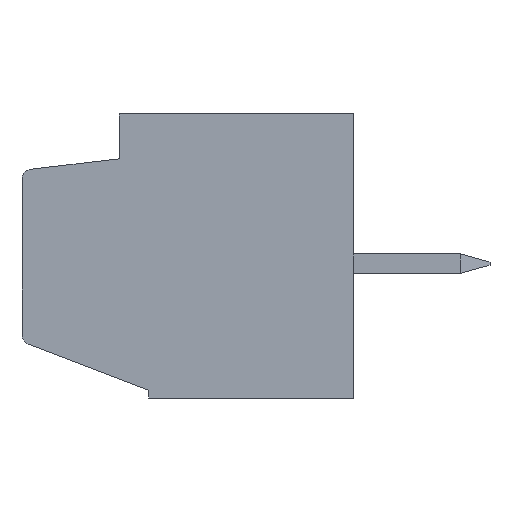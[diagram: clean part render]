
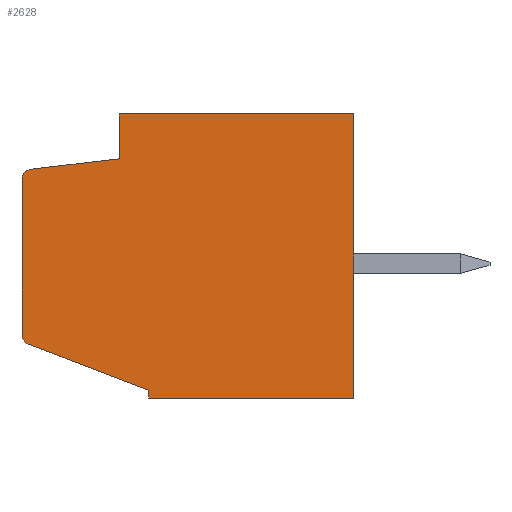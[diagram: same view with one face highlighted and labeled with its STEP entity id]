
A CAD part, left-side view. The second image highlights one B-rep face of the part: STEP entity #2628.
In plain terms, the highlighted planar face has unit normal (-1, 0, 0).
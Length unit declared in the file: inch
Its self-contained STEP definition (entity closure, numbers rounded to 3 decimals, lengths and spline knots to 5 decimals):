
#1=CARTESIAN_POINT('',(-0.415,0.3252,0.07786));
#2=DIRECTION('',(-1.,0.,0.));
#3=DIRECTION('',(0.,0.117,0.993));
#4=AXIS2_PLACEMENT_3D('',#1,#2,#3);
#6=DIRECTION('',(0.,-0.993,0.117));
#7=VECTOR('',#6,0.09036);
#8=CARTESIAN_POINT('',(-0.415,0.32635,0.08764));
#9=LINE('',#8,#7);
#10=DIRECTION('',(0.,0.,1.));
#11=VECTOR('',#10,0.04528);
#12=CARTESIAN_POINT('',(-0.415,0.23661,0.09823));
#13=LINE('',#12,#11);
#14=DIRECTION('',(0.,-1.,0.));
#15=VECTOR('',#14,0.23661);
#16=CARTESIAN_POINT('',(-0.415,0.23661,0.1435));
#17=LINE('',#16,#15);
#18=DIRECTION('',(0.,0.,-1.));
#19=VECTOR('',#18,0.28701);
#20=CARTESIAN_POINT('',(-0.415,0.,0.1435));
#21=LINE('',#20,#19);
#22=DIRECTION('',(0.,1.,0.));
#23=VECTOR('',#22,0.20709);
#24=CARTESIAN_POINT('',(-0.415,0.,-0.1435));
#25=LINE('',#24,#23);
#26=DIRECTION('',(0.,0.,1.));
#27=VECTOR('',#26,0.00787);
#28=CARTESIAN_POINT('',(-0.415,0.20709,-0.1435));
#29=LINE('',#28,#27);
#30=DIRECTION('',(0.,0.934,0.358));
#31=VECTOR('',#30,0.13025);
#32=CARTESIAN_POINT('',(-0.415,0.20709,-0.13563));
#33=LINE('',#32,#31);
#34=CARTESIAN_POINT('',(-0.415,0.3252,-0.07984));
#35=DIRECTION('',(-1.,0.,0.));
#36=DIRECTION('',(0.,1.,0.));
#37=AXIS2_PLACEMENT_3D('',#34,#35,#36);
#39=DIRECTION('',(0.,0.,1.));
#40=VECTOR('',#39,0.15771);
#41=CARTESIAN_POINT('',(-0.415,0.33504,-0.07984));
#42=LINE('',#41,#40);
#2009=CARTESIAN_POINT('',(-0.415,0.,0.1435));
#2010=CARTESIAN_POINT('',(-0.415,0.,-0.1435));
#2011=VERTEX_POINT('',#2009);
#2012=VERTEX_POINT('',#2010);
#2013=CARTESIAN_POINT('',(-0.415,0.20709,-0.1435));
#2014=VERTEX_POINT('',#2013);
#2015=CARTESIAN_POINT('',(-0.415,0.20709,-0.13563));
#2016=VERTEX_POINT('',#2015);
#2017=CARTESIAN_POINT('',(-0.415,0.23661,0.09823));
#2018=CARTESIAN_POINT('',(-0.415,0.23661,0.1435));
#2019=VERTEX_POINT('',#2017);
#2020=VERTEX_POINT('',#2018);
#2493=CARTESIAN_POINT('',(-0.415,0.32635,0.08764));
#2494=CARTESIAN_POINT('',(-0.415,0.33504,0.07786));
#2495=VERTEX_POINT('',#2493);
#2496=VERTEX_POINT('',#2494);
#2501=CARTESIAN_POINT('',(-0.415,0.33504,-0.07984));
#2502=CARTESIAN_POINT('',(-0.415,0.32872,-0.08904));
#2503=VERTEX_POINT('',#2501);
#2504=VERTEX_POINT('',#2502);
#2601=CARTESIAN_POINT('',(-0.415,0.,0.));
#2602=DIRECTION('',(1.,0.,0.));
#2603=DIRECTION('',(0.,0.,-1.));
#2604=AXIS2_PLACEMENT_3D('',#2601,#2602,#2603);
#2605=PLANE('',#2604);
#2607=ORIENTED_EDGE('',*,*,#2606,.F.);
#2609=ORIENTED_EDGE('',*,*,#2608,.T.);
#2611=ORIENTED_EDGE('',*,*,#2610,.T.);
#2613=ORIENTED_EDGE('',*,*,#2612,.T.);
#2615=ORIENTED_EDGE('',*,*,#2614,.T.);
#2617=ORIENTED_EDGE('',*,*,#2616,.T.);
#2619=ORIENTED_EDGE('',*,*,#2618,.T.);
#2621=ORIENTED_EDGE('',*,*,#2620,.T.);
#2623=ORIENTED_EDGE('',*,*,#2622,.F.);
#2625=ORIENTED_EDGE('',*,*,#2624,.T.);
#2626=EDGE_LOOP('',(#2607,#2609,#2611,#2613,#2615,#2617,#2619,#2621,#2623,
#2625));
#2627=FACE_OUTER_BOUND('',#2626,.F.);
#2628=ADVANCED_FACE('',(#2627),#2605,.F.);
#5=CIRCLE('',#4,0.00984);
#38=CIRCLE('',#37,0.00984);
#2606=EDGE_CURVE('',#2495,#2496,#5,.T.);
#2608=EDGE_CURVE('',#2495,#2019,#9,.T.);
#2610=EDGE_CURVE('',#2019,#2020,#13,.T.);
#2612=EDGE_CURVE('',#2020,#2011,#17,.T.);
#2614=EDGE_CURVE('',#2011,#2012,#21,.T.);
#2616=EDGE_CURVE('',#2012,#2014,#25,.T.);
#2618=EDGE_CURVE('',#2014,#2016,#29,.T.);
#2620=EDGE_CURVE('',#2016,#2504,#33,.T.);
#2622=EDGE_CURVE('',#2503,#2504,#38,.T.);
#2624=EDGE_CURVE('',#2503,#2496,#42,.T.);
